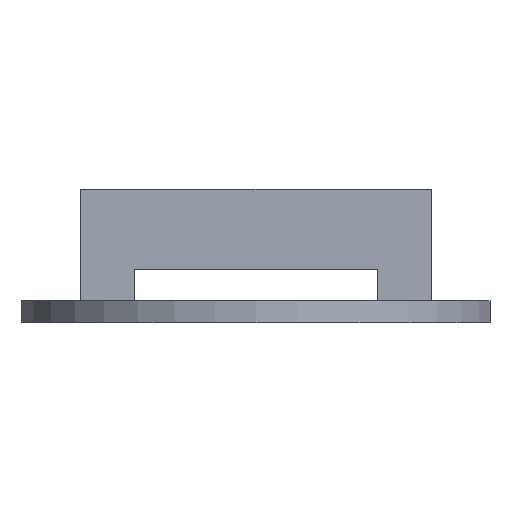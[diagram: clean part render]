
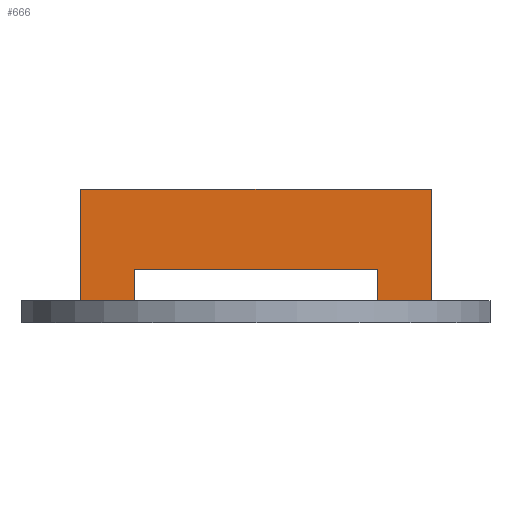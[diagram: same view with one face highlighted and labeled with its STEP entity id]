
A CAD part, left-side view. The second image highlights one B-rep face of the part: STEP entity #666.
In plain terms, the highlighted planar face has unit normal (-1, 0, 0).
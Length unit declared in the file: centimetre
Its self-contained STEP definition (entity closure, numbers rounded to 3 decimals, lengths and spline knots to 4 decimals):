
#105=CIRCLE('',#689,0.127);
#115=CIRCLE('',#702,0.127);
#135=VERTEX_POINT('',#879);
#136=VERTEX_POINT('',#881);
#140=VERTEX_POINT('',#890);
#141=VERTEX_POINT('',#892);
#156=VERTEX_POINT('',#926);
#165=VERTEX_POINT('',#944);
#166=VERTEX_POINT('',#945);
#171=VERTEX_POINT('',#956);
#172=VERTEX_POINT('',#960);
#173=VERTEX_POINT('',#962);
#174=VERTEX_POINT('',#966);
#175=VERTEX_POINT('',#970);
#176=VERTEX_POINT('',#978);
#177=VERTEX_POINT('',#981);
#195=VECTOR('',#736,1.);
#213=VECTOR('',#766,1.);
#222=VECTOR('',#794,1.);
#224=VECTOR('',#797,1.);
#226=VECTOR('',#800,1.);
#228=VECTOR('',#803,1.);
#229=VECTOR('',#805,1.);
#230=VECTOR('',#807,1.);
#231=VECTOR('',#808,1.);
#232=VECTOR('',#809,1.);
#233=VECTOR('',#810,1.);
#259=LINE('',#880,#195);
#277=LINE('',#925,#213);
#286=LINE('',#961,#222);
#288=LINE('',#965,#224);
#290=LINE('',#969,#226);
#292=LINE('',#973,#228);
#293=LINE('',#975,#229);
#294=LINE('',#977,#230);
#295=LINE('',#979,#231);
#296=LINE('',#980,#232);
#297=LINE('',#982,#233);
#323=EDGE_CURVE('',#136,#135,#259,.T.);
#328=EDGE_CURVE('',#140,#141,#105,.T.);
#346=EDGE_CURVE('',#156,#141,#277,.T.);
#356=EDGE_CURVE('',#166,#165,#277,.T.);
#363=EDGE_CURVE('',#166,#171,#115,.T.);
#366=EDGE_CURVE('',#173,#172,#286,.T.);
#368=EDGE_CURVE('',#174,#173,#288,.T.);
#370=EDGE_CURVE('',#175,#174,#290,.T.);
#372=EDGE_CURVE('',#171,#135,#292,.T.);
#373=EDGE_CURVE('',#140,#136,#293,.T.);
#374=EDGE_CURVE('',#176,#165,#294,.T.);
#375=EDGE_CURVE('',#176,#175,#295,.T.);
#376=EDGE_CURVE('',#172,#177,#296,.T.);
#377=EDGE_CURVE('',#156,#177,#297,.T.);
#482=ORIENTED_EDGE('',*,*,#328,.F.);
#483=ORIENTED_EDGE('',*,*,#373,.T.);
#484=ORIENTED_EDGE('',*,*,#323,.T.);
#485=ORIENTED_EDGE('',*,*,#372,.F.);
#486=ORIENTED_EDGE('',*,*,#363,.F.);
#487=ORIENTED_EDGE('',*,*,#356,.T.);
#488=ORIENTED_EDGE('',*,*,#374,.F.);
#489=ORIENTED_EDGE('',*,*,#375,.T.);
#490=ORIENTED_EDGE('',*,*,#370,.T.);
#491=ORIENTED_EDGE('',*,*,#368,.T.);
#492=ORIENTED_EDGE('',*,*,#366,.T.);
#493=ORIENTED_EDGE('',*,*,#376,.T.);
#494=ORIENTED_EDGE('',*,*,#377,.F.);
#495=ORIENTED_EDGE('',*,*,#346,.T.);
#603=EDGE_LOOP('',(#482,#483,#484,#485,#486,#487,#488,#489,#490,#491,#492,
#493,#494,#495));
#635=FACE_BOUND('',#603,.T.);
#666=ADVANCED_FACE('',(#635),#1056,.T.);
#689=AXIS2_PLACEMENT_3D('',#891,#744,#745);
#702=AXIS2_PLACEMENT_3D('',#955,#789,#790);
#708=AXIS2_PLACEMENT_3D('',#976,#806,$);
#736=DIRECTION('',(0.,1.,0.));
#744=DIRECTION('',(1.,0.,0.));
#745=DIRECTION('',(0.,-0.09,-0.09));
#766=DIRECTION('',(0.,-1.,0.));
#789=DIRECTION('',(1.,0.,0.));
#790=DIRECTION('',(0.,0.09,-0.09));
#794=DIRECTION('',(0.,0.,-1.));
#797=DIRECTION('',(0.,-1.,0.));
#800=DIRECTION('',(0.,0.,1.));
#803=DIRECTION('',(0.,0.,1.));
#805=DIRECTION('',(0.,0.,1.));
#806=DIRECTION('',(-1.,0.,0.));
#807=DIRECTION('',(0.,0.,-1.));
#808=DIRECTION('',(0.,1.,0.));
#809=DIRECTION('',(0.,1.,0.));
#810=DIRECTION('',(0.,0.,1.));
#879=CARTESIAN_POINT('',(14.506,1.1887,-0.8611));
#880=CARTESIAN_POINT('',(14.506,-0.7163,-0.8611));
#881=CARTESIAN_POINT('',(14.506,-0.7163,-0.8611));
#890=CARTESIAN_POINT('',(14.506,-0.7163,-1.4608));
#891=CARTESIAN_POINT('',(14.506,-0.5893,-1.4608));
#892=CARTESIAN_POINT('',(14.506,-0.5893,-1.5878));
#925=CARTESIAN_POINT('',(14.506,1.1887,-1.5878));
#926=CARTESIAN_POINT('',(14.506,-0.3988,-1.5878));
#944=CARTESIAN_POINT('',(14.506,0.8712,-1.5878));
#945=CARTESIAN_POINT('',(14.506,1.0617,-1.5878));
#955=CARTESIAN_POINT('',(14.506,1.0617,-1.4608));
#956=CARTESIAN_POINT('',(14.506,1.1887,-1.4608));
#960=CARTESIAN_POINT('',(14.506,-0.4242,-1.4678));
#961=CARTESIAN_POINT('',(14.506,-0.4242,-1.4851));
#962=CARTESIAN_POINT('',(14.506,-0.4242,-1.297));
#965=CARTESIAN_POINT('',(14.506,0.2362,-1.297));
#966=CARTESIAN_POINT('',(14.506,0.8966,-1.297));
#969=CARTESIAN_POINT('',(14.506,0.8966,-1.4851));
#970=CARTESIAN_POINT('',(14.506,0.8966,-1.4678));
#973=CARTESIAN_POINT('',(14.506,1.1887,-1.5878));
#975=CARTESIAN_POINT('',(14.506,-0.7163,-1.5878));
#976=CARTESIAN_POINT('',(14.506,0.2362,-1.5878));
#977=CARTESIAN_POINT('',(14.506,0.8712,-1.5878));
#978=CARTESIAN_POINT('',(14.506,0.8712,-1.4678));
#979=CARTESIAN_POINT('',(14.506,0.2362,-1.4678));
#980=CARTESIAN_POINT('',(14.506,0.2362,-1.4678));
#981=CARTESIAN_POINT('',(14.506,-0.3988,-1.4678));
#982=CARTESIAN_POINT('',(14.506,-0.3988,-1.5878));
#1056=PLANE('',#708);
